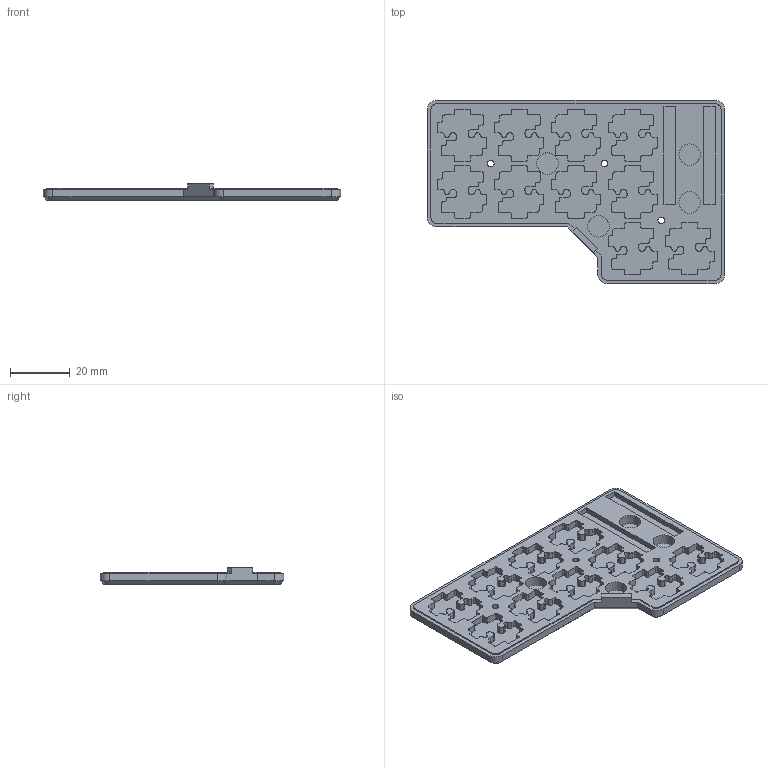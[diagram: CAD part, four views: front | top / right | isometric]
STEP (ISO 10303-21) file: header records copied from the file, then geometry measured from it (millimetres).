
FILE_DESCRIPTION(('FreeCAD Model'),'2;1');
FILE_NAME('Open CASCADE Shape Model','2025-08-12T17:03:55',(''),(''), 'Open CASCADE STEP processor 7.8','FreeCAD','Unknown');
FILE_SCHEMA(('AUTOMOTIVE_DESIGN { 1 0 10303 214 1 1 1 1 }'));
Length unit declared in the file: millimetre
Products named in the file (1): case-bottom-left
Bounding box: 99.4 x 61.4 x 5.6 mm (x, y, z)
Volume: 13776.9 mm3; surface area: 13998 mm2
Topology: 1 solids, 1 shells, 728 faces, 2100 edges, 1395 vertices
Faces by surface type: cylinder 382, plane 338, cone 8
Full cylindrical faces by diameter (mm): 2.2 x3, 7.2 x4, 10 x5
Entity records: 24170 total; most frequent: DIRECTION 4330, CARTESIAN_POINT 4224, ORIENTED_EDGE 4200, EDGE_CURVE 2100, AXIS2_PLACEMENT_3D 1501, VERTEX_POINT 1395, LINE 1328, VECTOR 1328
